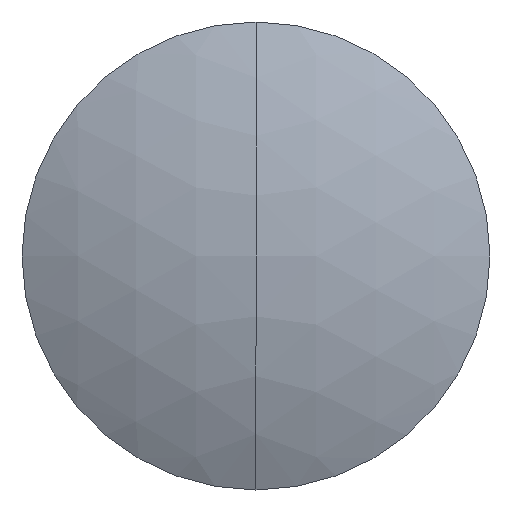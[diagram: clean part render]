
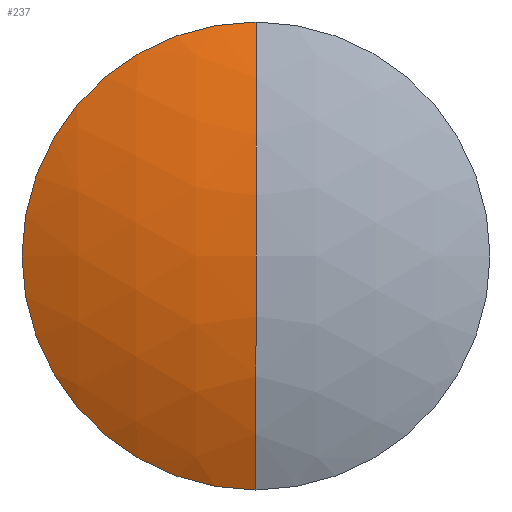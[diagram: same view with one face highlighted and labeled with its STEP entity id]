
A CAD part, left-side view. The second image highlights one B-rep face of the part: STEP entity #237.
In plain terms, the highlighted spherical face has radius 34 mm.
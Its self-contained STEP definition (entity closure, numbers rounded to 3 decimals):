
#21 = ORIENTED_EDGE ( 'NONE', *, *, #261, .T. ) ;
#52 = CARTESIAN_POINT ( 'NONE',  ( 235.801, 0., 0. ) ) ;
#65 = FACE_OUTER_BOUND ( 'NONE', #166, .T. ) ;
#68 = AXIS2_PLACEMENT_3D ( 'NONE', #306, #111, #275 ) ;
#71 = CIRCLE ( 'NONE', #104, 34. ) ;
#79 = CARTESIAN_POINT ( 'NONE',  ( 205.288, 0., -15. ) ) ;
#104 = AXIS2_PLACEMENT_3D ( 'NONE', #304, #132, #168 ) ;
#111 = DIRECTION ( 'NONE',  ( 0., -1., 0. ) ) ;
#126 = ORIENTED_EDGE ( 'NONE', *, *, #253, .T. ) ;
#132 = DIRECTION ( 'NONE',  ( 0., 1., 0. ) ) ;
#136 = DIRECTION ( 'NONE',  ( 0., 0., 1. ) ) ;
#159 = CARTESIAN_POINT ( 'NONE',  ( 201.801, 0., 0. ) ) ;
#165 = CARTESIAN_POINT ( 'NONE',  ( 205.288, 0., 0. ) ) ;
#166 = EDGE_LOOP ( 'NONE', ( #21, #126, #205 ) ) ;
#168 = DIRECTION ( 'NONE',  ( 0., 0., 1. ) ) ;
#205 = ORIENTED_EDGE ( 'NONE', *, *, #299, .F. ) ;
#208 = DIRECTION ( 'NONE',  ( 0., 1., 0. ) ) ;
#218 = VERTEX_POINT ( 'NONE', #79 ) ;
#225 = CIRCLE ( 'NONE', #68, 34. ) ;
#237 = ADVANCED_FACE ( 'NONE', ( #65 ), #331, .T. ) ;
#253 = EDGE_CURVE ( 'NONE', #218, #346, #71, .T. ) ;
#261 = EDGE_CURVE ( 'NONE', #283, #218, #308, .T. ) ;
#271 = DIRECTION ( 'NONE',  ( 0., 0., 1. ) ) ;
#275 = DIRECTION ( 'NONE',  ( 0., 0., -1. ) ) ;
#283 = VERTEX_POINT ( 'NONE', #311 ) ;
#287 = AXIS2_PLACEMENT_3D ( 'NONE', #165, #338, #136 ) ;
#296 = AXIS2_PLACEMENT_3D ( 'NONE', #52, #208, #271 ) ;
#299 = EDGE_CURVE ( 'NONE', #283, #346, #225, .T. ) ;
#304 = CARTESIAN_POINT ( 'NONE',  ( 235.801, 0., 0. ) ) ;
#306 = CARTESIAN_POINT ( 'NONE',  ( 235.801, 0., 0. ) ) ;
#308 = CIRCLE ( 'NONE', #287, 15. ) ;
#311 = CARTESIAN_POINT ( 'NONE',  ( 205.288, 0., 15. ) ) ;
#331 = SPHERICAL_SURFACE ( 'NONE', #296, 34. ) ;
#338 = DIRECTION ( 'NONE',  ( -1., 0., 0. ) ) ;
#346 = VERTEX_POINT ( 'NONE', #159 ) ;
